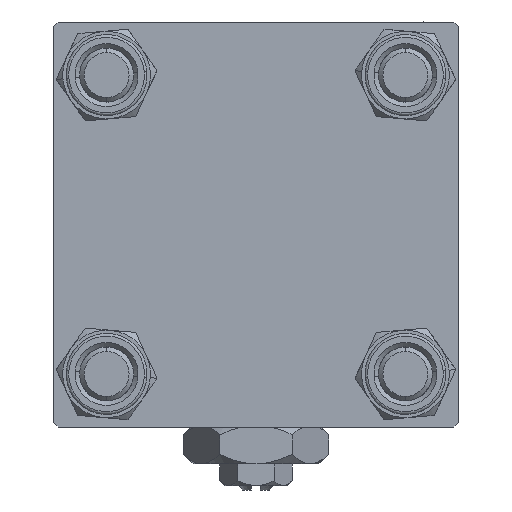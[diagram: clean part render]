
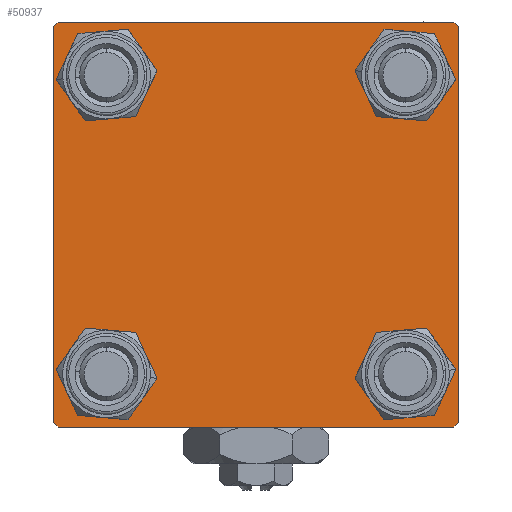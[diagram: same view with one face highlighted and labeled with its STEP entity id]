
A CAD part, left-side view. The second image highlights one B-rep face of the part: STEP entity #50937.
In plain terms, the highlighted planar face has unit normal (-1, 0, 0).
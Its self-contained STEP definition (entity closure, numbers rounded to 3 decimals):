
#253 = DIRECTION ( 'NONE',  ( 1., 0., 0. ) ) ;
#1272 = VERTEX_POINT ( 'NONE', #8657 ) ;
#1417 = FACE_BOUND ( 'NONE', #5514, .T. ) ;
#1699 = FACE_BOUND ( 'NONE', #43755, .T. ) ;
#1847 = AXIS2_PLACEMENT_3D ( 'NONE', #37803, #15030, #50584 ) ;
#2674 = ORIENTED_EDGE ( 'NONE', *, *, #24786, .T. ) ;
#2723 = CIRCLE ( 'NONE', #41473, 3.5 ) ;
#3106 = VERTEX_POINT ( 'NONE', #25914 ) ;
#3958 = CARTESIAN_POINT ( 'NONE',  ( 0., 16.6, 13.1 ) ) ;
#4595 = DIRECTION ( 'NONE',  ( 0., 0., 1. ) ) ;
#4691 = VERTEX_POINT ( 'NONE', #42881 ) ;
#4745 = CIRCLE ( 'NONE', #37793, 3.5 ) ;
#4888 = DIRECTION ( 'NONE',  ( 0., 0., 1. ) ) ;
#5046 = VERTEX_POINT ( 'NONE', #3958 ) ;
#5139 = VERTEX_POINT ( 'NONE', #50978 ) ;
#5176 = VECTOR ( 'NONE', #56264, 1000. ) ;
#5186 = DIRECTION ( 'NONE',  ( 1., 0., 0. ) ) ;
#5514 = EDGE_LOOP ( 'NONE', ( #29918, #57738 ) ) ;
#5853 = CARTESIAN_POINT ( 'NONE',  ( 0., -22.25, -22.25 ) ) ;
#6029 = DIRECTION ( 'NONE',  ( 1., 0., 0. ) ) ;
#6437 = EDGE_LOOP ( 'NONE', ( #13524, #54772, #20728, #22755, #29284, #26185, #33210, #14604 ) ) ;
#6575 = CIRCLE ( 'NONE', #1847, 3.5 ) ;
#6859 = AXIS2_PLACEMENT_3D ( 'NONE', #33651, #37794, #37509 ) ;
#6882 = ORIENTED_EDGE ( 'NONE', *, *, #56599, .T. ) ;
#7907 = VERTEX_POINT ( 'NONE', #29067 ) ;
#8657 = CARTESIAN_POINT ( 'NONE',  ( 0., -22., -22.5 ) ) ;
#9234 = VERTEX_POINT ( 'NONE', #14487 ) ;
#9322 = CARTESIAN_POINT ( 'NONE',  ( 0., -16.6, 16.6 ) ) ;
#9345 = DIRECTION ( 'NONE',  ( 0., 0., 1. ) ) ;
#10468 = DIRECTION ( 'NONE',  ( 0., 0., 1. ) ) ;
#10794 = CIRCLE ( 'NONE', #43892, 3.5 ) ;
#10810 = EDGE_CURVE ( 'NONE', #7907, #35158, #21166, .T. ) ;
#10911 = DIRECTION ( 'NONE',  ( 0., 0.707, 0.707 ) ) ;
#11230 = LINE ( 'NONE', #11830, #18575 ) ;
#11576 = EDGE_CURVE ( 'NONE', #35158, #4691, #54687, .T. ) ;
#11609 = VECTOR ( 'NONE', #23897, 1000. ) ;
#11765 = VECTOR ( 'NONE', #14704, 1000. ) ;
#11830 = CARTESIAN_POINT ( 'NONE',  ( 0., -22.5, 22.5 ) ) ;
#12144 = EDGE_CURVE ( 'NONE', #4691, #1272, #16004, .T. ) ;
#12463 = VERTEX_POINT ( 'NONE', #20299 ) ;
#13524 = ORIENTED_EDGE ( 'NONE', *, *, #10810, .T. ) ;
#13709 = AXIS2_PLACEMENT_3D ( 'NONE', #27087, #45153, #4595 ) ;
#14487 = CARTESIAN_POINT ( 'NONE',  ( 0., 22., 22.5 ) ) ;
#14604 = ORIENTED_EDGE ( 'NONE', *, *, #16977, .T. ) ;
#14704 = DIRECTION ( 'NONE',  ( 0., -0.707, -0.707 ) ) ;
#15020 = FACE_OUTER_BOUND ( 'NONE', #6437, .T. ) ;
#15030 = DIRECTION ( 'NONE',  ( 1., 0., 0. ) ) ;
#15125 = CARTESIAN_POINT ( 'NONE',  ( 0., 22.5, -22.5 ) ) ;
#15822 = CARTESIAN_POINT ( 'NONE',  ( 0., 22.5, -22. ) ) ;
#16004 = LINE ( 'NONE', #15125, #5176 ) ;
#16208 = CARTESIAN_POINT ( 'NONE',  ( 0., -16.6, -20.1 ) ) ;
#16268 = DIRECTION ( 'NONE',  ( 0., 0., -1. ) ) ;
#16977 = EDGE_CURVE ( 'NONE', #9234, #7907, #21781, .T. ) ;
#17093 = EDGE_CURVE ( 'NONE', #23893, #32250, #42967, .T. ) ;
#17291 = CARTESIAN_POINT ( 'NONE',  ( 0., -22.5, -22. ) ) ;
#17634 = CARTESIAN_POINT ( 'NONE',  ( 0., 16.6, -16.6 ) ) ;
#18360 = EDGE_LOOP ( 'NONE', ( #6882, #34235 ) ) ;
#18527 = CARTESIAN_POINT ( 'NONE',  ( 0., -16.6, -16.6 ) ) ;
#18575 = VECTOR ( 'NONE', #16268, 1000. ) ;
#19204 = VERTEX_POINT ( 'NONE', #23115 ) ;
#19329 = AXIS2_PLACEMENT_3D ( 'NONE', #28809, #6029, #10468 ) ;
#19461 = FACE_BOUND ( 'NONE', #18360, .T. ) ;
#20035 = LINE ( 'NONE', #5853, #11609 ) ;
#20089 = LINE ( 'NONE', #56214, #22779 ) ;
#20278 = VECTOR ( 'NONE', #44562, 1000. ) ;
#20299 = CARTESIAN_POINT ( 'NONE',  ( 0., 16.6, -13.1 ) ) ;
#20340 = FACE_BOUND ( 'NONE', #46163, .T. ) ;
#20728 = ORIENTED_EDGE ( 'NONE', *, *, #12144, .T. ) ;
#20978 = LINE ( 'NONE', #39032, #56091 ) ;
#21166 = LINE ( 'NONE', #30327, #40119 ) ;
#21434 = AXIS2_PLACEMENT_3D ( 'NONE', #18527, #31239, #9345 ) ;
#21781 = LINE ( 'NONE', #39832, #20278 ) ;
#21814 = ORIENTED_EDGE ( 'NONE', *, *, #37156, .T. ) ;
#22051 = EDGE_CURVE ( 'NONE', #32250, #23893, #45984, .T. ) ;
#22198 = DIRECTION ( 'NONE',  ( 1., 0., 0. ) ) ;
#22755 = ORIENTED_EDGE ( 'NONE', *, *, #50933, .T. ) ;
#22779 = VECTOR ( 'NONE', #46742, 1000. ) ;
#23115 = CARTESIAN_POINT ( 'NONE',  ( 0., -22.5, 22. ) ) ;
#23893 = VERTEX_POINT ( 'NONE', #16208 ) ;
#23897 = DIRECTION ( 'NONE',  ( 0., -0.707, 0.707 ) ) ;
#24786 = EDGE_CURVE ( 'NONE', #12463, #57655, #2723, .T. ) ;
#25914 = CARTESIAN_POINT ( 'NONE',  ( 0., -16.6, 13.1 ) ) ;
#26185 = ORIENTED_EDGE ( 'NONE', *, *, #56944, .T. ) ;
#27087 = CARTESIAN_POINT ( 'NONE',  ( 0., -16.6, -16.6 ) ) ;
#27093 = DIRECTION ( 'NONE',  ( 0., 0., 1. ) ) ;
#27374 = DIRECTION ( 'NONE',  ( 1., 0., 0. ) ) ;
#27381 = CIRCLE ( 'NONE', #39680, 3.5 ) ;
#28290 = EDGE_CURVE ( 'NONE', #19204, #50463, #11230, .T. ) ;
#28809 = CARTESIAN_POINT ( 'NONE',  ( 0., 16.6, 16.6 ) ) ;
#29067 = CARTESIAN_POINT ( 'NONE',  ( 0., 22.5, 22. ) ) ;
#29284 = ORIENTED_EDGE ( 'NONE', *, *, #28290, .F. ) ;
#29293 = ORIENTED_EDGE ( 'NONE', *, *, #56632, .T. ) ;
#29918 = ORIENTED_EDGE ( 'NONE', *, *, #22051, .T. ) ;
#30327 = CARTESIAN_POINT ( 'NONE',  ( 0., 22.5, 22.5 ) ) ;
#30765 = CARTESIAN_POINT ( 'NONE',  ( 0., -16.6, 16.6 ) ) ;
#31054 = DIRECTION ( 'NONE',  ( 0., 0., 1. ) ) ;
#31239 = DIRECTION ( 'NONE',  ( 1., 0., 0. ) ) ;
#32250 = VERTEX_POINT ( 'NONE', #42039 ) ;
#32657 = CARTESIAN_POINT ( 'NONE',  ( 0., -22., 22.5 ) ) ;
#33210 = ORIENTED_EDGE ( 'NONE', *, *, #45155, .F. ) ;
#33256 = CARTESIAN_POINT ( 'NONE',  ( 0., 16.6, -20.1 ) ) ;
#33651 = CARTESIAN_POINT ( 'NONE',  ( 0., 0., 0. ) ) ;
#34235 = ORIENTED_EDGE ( 'NONE', *, *, #40604, .T. ) ;
#35158 = VERTEX_POINT ( 'NONE', #15822 ) ;
#37156 = EDGE_CURVE ( 'NONE', #5139, #5046, #6575, .T. ) ;
#37509 = DIRECTION ( 'NONE',  ( 0., 0., 1. ) ) ;
#37793 = AXIS2_PLACEMENT_3D ( 'NONE', #41091, #253, #58567 ) ;
#37794 = DIRECTION ( 'NONE',  ( -1., 0., 0. ) ) ;
#37803 = CARTESIAN_POINT ( 'NONE',  ( 0., 16.6, 16.6 ) ) ;
#38088 = PLANE ( 'NONE',  #6859 ) ;
#38125 = CARTESIAN_POINT ( 'NONE',  ( 0., -16.6, 20.1 ) ) ;
#38634 = EDGE_CURVE ( 'NONE', #57655, #12463, #4745, .T. ) ;
#39032 = CARTESIAN_POINT ( 'NONE',  ( 0., -22.25, 22.25 ) ) ;
#39680 = AXIS2_PLACEMENT_3D ( 'NONE', #30765, #22198, #31054 ) ;
#39832 = CARTESIAN_POINT ( 'NONE',  ( 0., 22.25, 22.25 ) ) ;
#40119 = VECTOR ( 'NONE', #57285, 1000. ) ;
#40604 = EDGE_CURVE ( 'NONE', #3106, #49870, #27381, .T. ) ;
#41091 = CARTESIAN_POINT ( 'NONE',  ( 0., 16.6, -16.6 ) ) ;
#41351 = CARTESIAN_POINT ( 'NONE',  ( 0., 22.25, -22.25 ) ) ;
#41473 = AXIS2_PLACEMENT_3D ( 'NONE', #17634, #5186, #27093 ) ;
#42039 = CARTESIAN_POINT ( 'NONE',  ( 0., -16.6, -13.1 ) ) ;
#42881 = CARTESIAN_POINT ( 'NONE',  ( 0., 22., -22.5 ) ) ;
#42967 = CIRCLE ( 'NONE', #13709, 3.5 ) ;
#43590 = ORIENTED_EDGE ( 'NONE', *, *, #38634, .T. ) ;
#43755 = EDGE_LOOP ( 'NONE', ( #2674, #43590 ) ) ;
#43892 = AXIS2_PLACEMENT_3D ( 'NONE', #9322, #27374, #4888 ) ;
#44562 = DIRECTION ( 'NONE',  ( 0., 0.707, -0.707 ) ) ;
#44874 = CIRCLE ( 'NONE', #19329, 3.5 ) ;
#45153 = DIRECTION ( 'NONE',  ( 1., 0., 0. ) ) ;
#45155 = EDGE_CURVE ( 'NONE', #9234, #49240, #20089, .T. ) ;
#45984 = CIRCLE ( 'NONE', #21434, 3.5 ) ;
#46163 = EDGE_LOOP ( 'NONE', ( #21814, #29293 ) ) ;
#46742 = DIRECTION ( 'NONE',  ( 0., -1., 0. ) ) ;
#49240 = VERTEX_POINT ( 'NONE', #32657 ) ;
#49870 = VERTEX_POINT ( 'NONE', #38125 ) ;
#50463 = VERTEX_POINT ( 'NONE', #17291 ) ;
#50584 = DIRECTION ( 'NONE',  ( 0., 0., 1. ) ) ;
#50933 = EDGE_CURVE ( 'NONE', #1272, #50463, #20035, .T. ) ;
#50937 = ADVANCED_FACE ( 'NONE', ( #19461, #1417, #1699, #20340, #15020 ), #38088, .T. ) ;
#50978 = CARTESIAN_POINT ( 'NONE',  ( 0., 16.6, 20.1 ) ) ;
#54687 = LINE ( 'NONE', #41351, #11765 ) ;
#54772 = ORIENTED_EDGE ( 'NONE', *, *, #11576, .T. ) ;
#56091 = VECTOR ( 'NONE', #10911, 1000. ) ;
#56214 = CARTESIAN_POINT ( 'NONE',  ( 0., 22.5, 22.5 ) ) ;
#56264 = DIRECTION ( 'NONE',  ( 0., -1., 0. ) ) ;
#56599 = EDGE_CURVE ( 'NONE', #49870, #3106, #10794, .T. ) ;
#56632 = EDGE_CURVE ( 'NONE', #5046, #5139, #44874, .T. ) ;
#56944 = EDGE_CURVE ( 'NONE', #19204, #49240, #20978, .T. ) ;
#57285 = DIRECTION ( 'NONE',  ( 0., 0., -1. ) ) ;
#57655 = VERTEX_POINT ( 'NONE', #33256 ) ;
#57738 = ORIENTED_EDGE ( 'NONE', *, *, #17093, .T. ) ;
#58567 = DIRECTION ( 'NONE',  ( 0., 0., 1. ) ) ;
